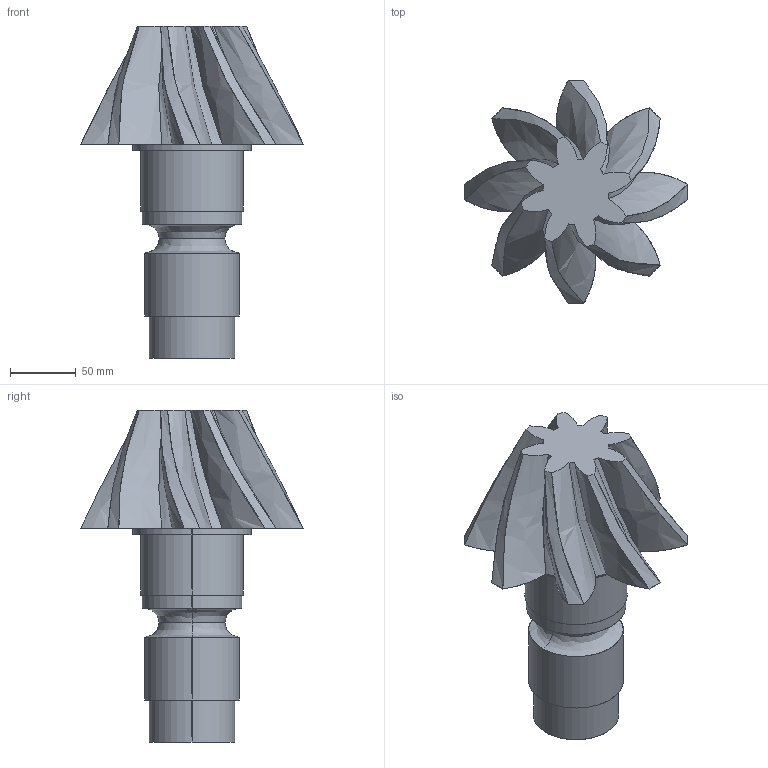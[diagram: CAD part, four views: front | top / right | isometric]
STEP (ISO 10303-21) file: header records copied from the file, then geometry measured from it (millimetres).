
FILE_DESCRIPTION(('FreeCAD Model'),'2;1');
FILE_NAME( 'belever_gear.step', '2020-08-01T14:21:04',('Author'),(''), 'Open CASCADE STEP processor 7.3','FreeCAD','Unknown');
FILE_SCHEMA(('AUTOMOTIVE_DESIGN { 1 0 10303 214 1 1 1 1 }'));
Length unit declared in the file: millimetre
Products named in the file (1): belever_gear
Bounding box: 170 x 170 x 253 mm (x, y, z)
Surface area: 113375.2 mm2 (no closed solid volume)
Topology: 0 solids, 53 shells, 53 faces, 1072 edges, 1072 vertices
Faces by surface type: bspline 43, revolution 10
Entity records: 18425 total; most frequent: CARTESIAN_POINT 8689, B_SPLINE_CURVE_WITH_KNOTS 2040, ORIENTED_EDGE 1072, EDGE_CURVE 1072, VERTEX_POINT 1072, SURFACE_CURVE 1072, PCURVE 1072, DEFINITIONAL_REPRESENTATION 1072
